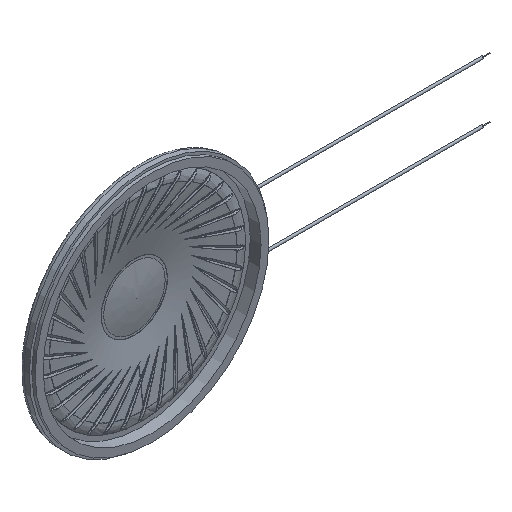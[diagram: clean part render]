
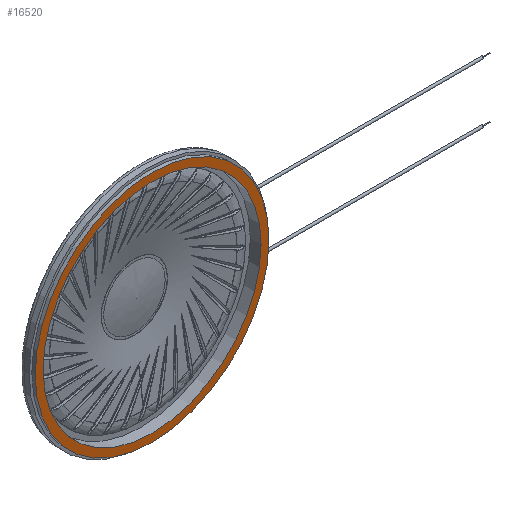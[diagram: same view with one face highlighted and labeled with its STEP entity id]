
A CAD part, isometric view. The second image highlights one B-rep face of the part: STEP entity #16520.
In plain terms, the highlighted planar face has unit normal (0, -1, 0).
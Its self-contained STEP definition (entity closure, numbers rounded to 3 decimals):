
#376 = VERTEX_POINT ( 'NONE', #12663 ) ;
#1703 = EDGE_LOOP ( 'NONE', ( #20912 ) ) ;
#2500 = CIRCLE ( 'NONE', #8749, 24.4 ) ;
#2914 = CARTESIAN_POINT ( 'NONE',  ( 0., -8.3, 196.912 ) ) ;
#3115 = DIRECTION ( 'NONE',  ( 0., 0., 1. ) ) ;
#6113 = CIRCLE ( 'NONE', #19365, 22.75 ) ;
#6368 = DIRECTION ( 'NONE',  ( 0., 1., 0. ) ) ;
#6585 = FACE_BOUND ( 'NONE', #1703, .T. ) ;
#7076 = DIRECTION ( 'NONE',  ( 0., 1., 0. ) ) ;
#7223 = FACE_OUTER_BOUND ( 'NONE', #18211, .T. ) ;
#8749 = AXIS2_PLACEMENT_3D ( 'NONE', #17917, #6368, #16210 ) ;
#9544 = ORIENTED_EDGE ( 'NONE', *, *, #10408, .F. ) ;
#10408 = EDGE_CURVE ( 'NONE', #376, #376, #2500, .T. ) ;
#12635 = EDGE_CURVE ( 'NONE', #14533, #14533, #6113, .T. ) ;
#12663 = CARTESIAN_POINT ( 'NONE',  ( 0., -8.3, 172.512 ) ) ;
#14100 = PLANE ( 'NONE',  #22771 ) ;
#14434 = DIRECTION ( 'NONE',  ( 0., -1., 0. ) ) ;
#14533 = VERTEX_POINT ( 'NONE', #24019 ) ;
#16210 = DIRECTION ( 'NONE',  ( 0., 0., -1. ) ) ;
#16520 = ADVANCED_FACE ( 'NONE', ( #7223, #6585 ), #14100, .T. ) ;
#16902 = CARTESIAN_POINT ( 'NONE',  ( 0., -8.3, 196.912 ) ) ;
#17917 = CARTESIAN_POINT ( 'NONE',  ( 0., -8.3, 196.912 ) ) ;
#18211 = EDGE_LOOP ( 'NONE', ( #9544 ) ) ;
#19365 = AXIS2_PLACEMENT_3D ( 'NONE', #16902, #7076, #3115 ) ;
#20318 = DIRECTION ( 'NONE',  ( 0., 0., -1. ) ) ;
#20912 = ORIENTED_EDGE ( 'NONE', *, *, #12635, .T. ) ;
#22771 = AXIS2_PLACEMENT_3D ( 'NONE', #2914, #14434, #20318 ) ;
#24019 = CARTESIAN_POINT ( 'NONE',  ( 0., -8.3, 219.662 ) ) ;
